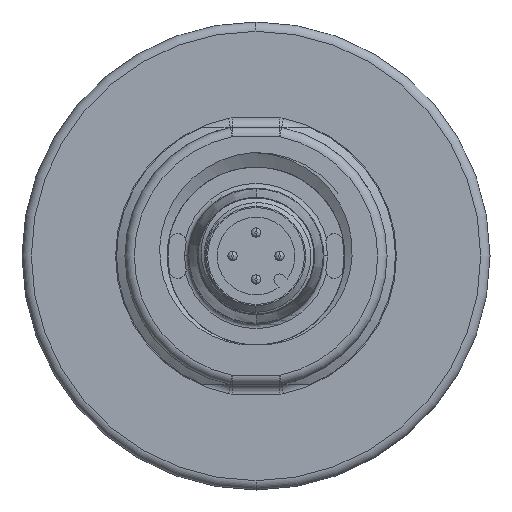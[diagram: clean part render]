
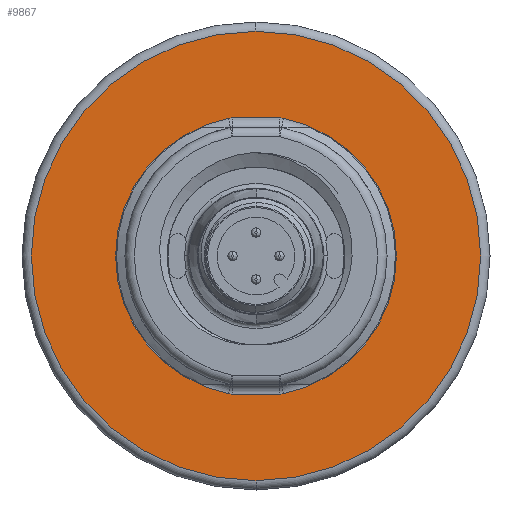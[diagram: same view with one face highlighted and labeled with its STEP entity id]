
A CAD part, front view. The second image highlights one B-rep face of the part: STEP entity #9867.
In plain terms, the highlighted planar face has unit normal (0, -1, 0).
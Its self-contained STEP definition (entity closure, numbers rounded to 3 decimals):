
#148=CARTESIAN_POINT('',(0.,-36.3,0.));
#149=DIRECTION('',(0.,1.,0.));
#150=DIRECTION('',(0.,0.,-1.));
#151=AXIS2_PLACEMENT_3D('',#148,#149,#150);
#153=CARTESIAN_POINT('',(0.,-36.3,0.));
#154=DIRECTION('',(0.,1.,0.));
#155=DIRECTION('',(0.,0.,1.));
#156=AXIS2_PLACEMENT_3D('',#153,#154,#155);
#158=CARTESIAN_POINT('',(0.,-36.3,0.));
#159=DIRECTION('',(0.,-1.,0.));
#160=DIRECTION('',(-0.195,0.,0.981));
#161=AXIS2_PLACEMENT_3D('',#158,#159,#160);
#163=CARTESIAN_POINT('',(-2.537,-36.3,-12.75));
#164=DIRECTION('',(0.,-1.,0.));
#165=DIRECTION('',(-0.195,0.,-0.981));
#166=AXIS2_PLACEMENT_3D('',#163,#164,#165);
#168=DIRECTION('',(1.,0.,0.));
#169=VECTOR('',#168,5.074);
#170=CARTESIAN_POINT('',(-2.537,-36.3,-14.75));
#171=LINE('',#170,#169);
#172=CARTESIAN_POINT('',(2.537,-36.3,-12.75));
#173=DIRECTION('',(0.,-1.,0.));
#174=DIRECTION('',(0.,0.,-1.));
#175=AXIS2_PLACEMENT_3D('',#172,#173,#174);
#177=CARTESIAN_POINT('',(0.,-36.3,0.));
#178=DIRECTION('',(0.,-1.,0.));
#179=DIRECTION('',(0.195,0.,-0.981));
#180=AXIS2_PLACEMENT_3D('',#177,#178,#179);
#182=CARTESIAN_POINT('',(2.537,-36.3,12.75));
#183=DIRECTION('',(0.,-1.,0.));
#184=DIRECTION('',(0.195,0.,0.981));
#185=AXIS2_PLACEMENT_3D('',#182,#183,#184);
#187=DIRECTION('',(-1.,0.,0.));
#188=VECTOR('',#187,5.074);
#189=CARTESIAN_POINT('',(2.537,-36.3,14.75));
#190=LINE('',#189,#188);
#191=CARTESIAN_POINT('',(-2.537,-36.3,12.75));
#192=DIRECTION('',(0.,-1.,0.));
#193=DIRECTION('',(0.,0.,1.));
#194=AXIS2_PLACEMENT_3D('',#191,#192,#193);
#9049=CARTESIAN_POINT('',(-2.928,-36.3,14.712));
#9050=CARTESIAN_POINT('',(-2.928,-36.3,-14.712));
#9051=VERTEX_POINT('',#9049);
#9052=VERTEX_POINT('',#9050);
#9057=CARTESIAN_POINT('',(2.928,-36.3,-14.712));
#9058=CARTESIAN_POINT('',(2.928,-36.3,14.712));
#9059=VERTEX_POINT('',#9057);
#9060=VERTEX_POINT('',#9058);
#9069=CARTESIAN_POINT('',(0.,-36.3,-24.));
#9070=CARTESIAN_POINT('',(0.,-36.3,24.));
#9071=VERTEX_POINT('',#9069);
#9072=VERTEX_POINT('',#9070);
#9304=CARTESIAN_POINT('',(-2.537,-36.3,-14.75));
#9305=CARTESIAN_POINT('',(2.537,-36.3,-14.75));
#9306=VERTEX_POINT('',#9304);
#9307=VERTEX_POINT('',#9305);
#9308=CARTESIAN_POINT('',(2.537,-36.3,14.75));
#9309=CARTESIAN_POINT('',(-2.537,-36.3,14.75));
#9310=VERTEX_POINT('',#9308);
#9311=VERTEX_POINT('',#9309);
#9840=CARTESIAN_POINT('',(0.,-36.3,0.));
#9841=DIRECTION('',(0.,-1.,0.));
#9842=DIRECTION('',(0.,0.,1.));
#9843=AXIS2_PLACEMENT_3D('',#9840,#9841,#9842);
#9844=PLANE('',#9843);
#9845=ORIENTED_EDGE('',*,*,#9806,.T.);
#9846=ORIENTED_EDGE('',*,*,#9827,.T.);
#9847=EDGE_LOOP('',(#9845,#9846));
#9848=FACE_OUTER_BOUND('',#9847,.F.);
#9850=ORIENTED_EDGE('',*,*,#9849,.T.);
#9852=ORIENTED_EDGE('',*,*,#9851,.T.);
#9854=ORIENTED_EDGE('',*,*,#9853,.T.);
#9856=ORIENTED_EDGE('',*,*,#9855,.T.);
#9858=ORIENTED_EDGE('',*,*,#9857,.T.);
#9860=ORIENTED_EDGE('',*,*,#9859,.T.);
#9862=ORIENTED_EDGE('',*,*,#9861,.T.);
#9864=ORIENTED_EDGE('',*,*,#9863,.T.);
#9865=EDGE_LOOP('',(#9850,#9852,#9854,#9856,#9858,#9860,#9862,#9864));
#9866=FACE_BOUND('',#9865,.F.);
#9867=ADVANCED_FACE('',(#9848,#9866),#9844,.T.);
#152=CIRCLE('',#151,24.);
#157=CIRCLE('',#156,24.);
#162=CIRCLE('',#161,15.);
#167=CIRCLE('',#166,2.);
#176=CIRCLE('',#175,2.);
#181=CIRCLE('',#180,15.);
#186=CIRCLE('',#185,2.);
#195=CIRCLE('',#194,2.);
#9806=EDGE_CURVE('',#9071,#9072,#152,.T.);
#9827=EDGE_CURVE('',#9072,#9071,#157,.T.);
#9849=EDGE_CURVE('',#9051,#9052,#162,.T.);
#9851=EDGE_CURVE('',#9052,#9306,#167,.T.);
#9853=EDGE_CURVE('',#9306,#9307,#171,.T.);
#9855=EDGE_CURVE('',#9307,#9059,#176,.T.);
#9857=EDGE_CURVE('',#9059,#9060,#181,.T.);
#9859=EDGE_CURVE('',#9060,#9310,#186,.T.);
#9861=EDGE_CURVE('',#9310,#9311,#190,.T.);
#9863=EDGE_CURVE('',#9311,#9051,#195,.T.);
